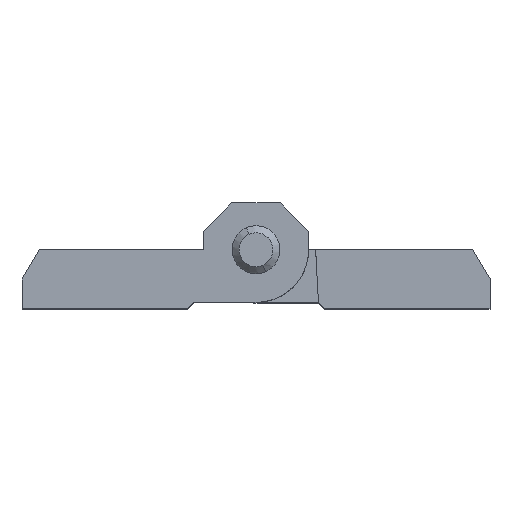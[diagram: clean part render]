
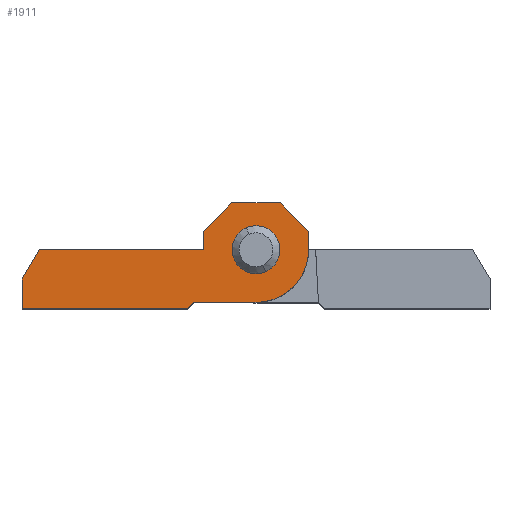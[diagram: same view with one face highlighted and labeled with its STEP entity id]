
A CAD part, top view. The second image highlights one B-rep face of the part: STEP entity #1911.
In plain terms, the highlighted planar face has unit normal (0, 0, 1).
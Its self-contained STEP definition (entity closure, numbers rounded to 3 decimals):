
#83 = DIRECTION ( 'NONE',  ( 0., 1., 0. ) ) ;
#93 = DIRECTION ( 'NONE',  ( 0., 0., -1. ) ) ;
#175 = EDGE_CURVE ( 'NONE', #2049, #1495, #3065, .T. ) ;
#188 = VERTEX_POINT ( 'NONE', #3952 ) ;
#208 = PLANE ( 'NONE',  #7361 ) ;
#219 = ORIENTED_EDGE ( 'NONE', *, *, #4331, .F. ) ;
#222 = CARTESIAN_POINT ( 'NONE',  ( 2.062, 4., 19.6 ) ) ;
#297 = CARTESIAN_POINT ( 'NONE',  ( 0., 0., 19.6 ) ) ;
#299 = DIRECTION ( 'NONE',  ( -1., 0., 0. ) ) ;
#303 = CARTESIAN_POINT ( 'NONE',  ( -20., -2.5, 19.6 ) ) ;
#336 = CARTESIAN_POINT ( 'NONE',  ( -20., -2.5, 19.6 ) ) ;
#343 = LINE ( 'NONE', #2227, #6681 ) ;
#358 = DIRECTION ( 'NONE',  ( 0., 0., 1. ) ) ;
#447 = CARTESIAN_POINT ( 'NONE',  ( 0., 0., 19.6 ) ) ;
#476 = VERTEX_POINT ( 'NONE', #5021 ) ;
#485 = ORIENTED_EDGE ( 'NONE', *, *, #5566, .F. ) ;
#501 = CARTESIAN_POINT ( 'NONE',  ( 0., 0., 19.6 ) ) ;
#555 = DIRECTION ( 'NONE',  ( -1., 0., 0. ) ) ;
#641 = ORIENTED_EDGE ( 'NONE', *, *, #5359, .F. ) ;
#901 = CARTESIAN_POINT ( 'NONE',  ( -5.862, -5., 19.6 ) ) ;
#938 = CARTESIAN_POINT ( 'NONE',  ( -2.062, 4., 19.6 ) ) ;
#990 = VERTEX_POINT ( 'NONE', #3543 ) ;
#1109 = VERTEX_POINT ( 'NONE', #5578 ) ;
#1222 = DIRECTION ( 'NONE',  ( -1., 0., 0. ) ) ;
#1248 = EDGE_CURVE ( 'NONE', #990, #476, #4534, .T. ) ;
#1360 = CARTESIAN_POINT ( 'NONE',  ( -20., -5., 19.6 ) ) ;
#1428 = ORIENTED_EDGE ( 'NONE', *, *, #5267, .F. ) ;
#1461 = VERTEX_POINT ( 'NONE', #3921 ) ;
#1494 = EDGE_CURVE ( 'NONE', #6373, #9049, #4786, .T. ) ;
#1495 = VERTEX_POINT ( 'NONE', #5496 ) ;
#1609 = DIRECTION ( 'NONE',  ( -0.514, -0.857, 0. ) ) ;
#1781 = AXIS2_PLACEMENT_3D ( 'NONE', #501, #4759, #555 ) ;
#1788 = DIRECTION ( 'NONE',  ( 1., 0., 0. ) ) ;
#1911 = ADVANCED_FACE ( 'NONE', ( #6669, #6855 ), #208, .F. ) ;
#1938 = CARTESIAN_POINT ( 'NONE',  ( -4.5, 1.562, 19.6 ) ) ;
#1939 = CARTESIAN_POINT ( 'NONE',  ( -20., 0., 19.6 ) ) ;
#2049 = VERTEX_POINT ( 'NONE', #222 ) ;
#2227 = CARTESIAN_POINT ( 'NONE',  ( -5.362, -5., 19.6 ) ) ;
#2367 = CARTESIAN_POINT ( 'NONE',  ( 4.5, 0., 19.6 ) ) ;
#2570 = LINE ( 'NONE', #8243, #9232 ) ;
#2643 = DIRECTION ( 'NONE',  ( -1., 0., 0. ) ) ;
#2718 = VECTOR ( 'NONE', #2643, 1000. ) ;
#2773 = VECTOR ( 'NONE', #1609, 1000. ) ;
#2789 = LINE ( 'NONE', #7802, #2718 ) ;
#2818 = LINE ( 'NONE', #8481, #2912 ) ;
#2912 = VECTOR ( 'NONE', #4863, 1000. ) ;
#2998 = DIRECTION ( 'NONE',  ( 0.725, 0.688, 0. ) ) ;
#3020 = CARTESIAN_POINT ( 'NONE',  ( -5.336, -4.501, 19.6 ) ) ;
#3058 = VECTOR ( 'NONE', #3391, 1000. ) ;
#3065 = LINE ( 'NONE', #3319, #3058 ) ;
#3097 = EDGE_CURVE ( 'NONE', #1461, #9049, #4342, .T. ) ;
#3102 = DIRECTION ( 'NONE',  ( 0.707, 0.707, 0. ) ) ;
#3319 = CARTESIAN_POINT ( 'NONE',  ( 2.062, 4., 19.6 ) ) ;
#3381 = VERTEX_POINT ( 'NONE', #6309 ) ;
#3391 = DIRECTION ( 'NONE',  ( 0.707, -0.707, 0. ) ) ;
#3543 = CARTESIAN_POINT ( 'NONE',  ( -5.336, -4.5, 19.6 ) ) ;
#3691 = VERTEX_POINT ( 'NONE', #901 ) ;
#3902 = EDGE_CURVE ( 'NONE', #3691, #476, #7563, .T. ) ;
#3921 = CARTESIAN_POINT ( 'NONE',  ( -18.5, 0., 19.6 ) ) ;
#3952 = CARTESIAN_POINT ( 'NONE',  ( 2.05, 0., 19.6 ) ) ;
#3999 = EDGE_CURVE ( 'NONE', #1461, #1109, #7859, .T. ) ;
#4217 = CARTESIAN_POINT ( 'NONE',  ( -20., -5., 19.6 ) ) ;
#4241 = DIRECTION ( 'NONE',  ( 0., 1., 0. ) ) ;
#4299 = VECTOR ( 'NONE', #4563, 1000. ) ;
#4331 = EDGE_CURVE ( 'NONE', #188, #3381, #7236, .T. ) ;
#4342 = LINE ( 'NONE', #303, #2773 ) ;
#4346 = EDGE_CURVE ( 'NONE', #6040, #5955, #4441, .T. ) ;
#4383 = VECTOR ( 'NONE', #4241, 1000. ) ;
#4441 = CIRCLE ( 'NONE', #1781, 4.5 ) ;
#4521 = EDGE_LOOP ( 'NONE', ( #219, #485 ) ) ;
#4534 = LINE ( 'NONE', #6183, #5134 ) ;
#4563 = DIRECTION ( 'NONE',  ( 0., -1., 0. ) ) ;
#4681 = CARTESIAN_POINT ( 'NONE',  ( -2.062, 4., 19.6 ) ) ;
#4759 = DIRECTION ( 'NONE',  ( 0., 0., -1. ) ) ;
#4786 = LINE ( 'NONE', #4217, #4383 ) ;
#4863 = DIRECTION ( 'NONE',  ( 0., 1., 0. ) ) ;
#5021 = CARTESIAN_POINT ( 'NONE',  ( -5.336, -4.501, 19.6 ) ) ;
#5134 = VECTOR ( 'NONE', #6104, 1000. ) ;
#5137 = ORIENTED_EDGE ( 'NONE', *, *, #3902, .T. ) ;
#5207 = ORIENTED_EDGE ( 'NONE', *, *, #3999, .F. ) ;
#5228 = CARTESIAN_POINT ( 'NONE',  ( 0., 0., 19.6 ) ) ;
#5267 = EDGE_CURVE ( 'NONE', #3691, #6373, #343, .T. ) ;
#5359 = EDGE_CURVE ( 'NONE', #1495, #6040, #5707, .T. ) ;
#5449 = EDGE_CURVE ( 'NONE', #7318, #7159, #2570, .T. ) ;
#5496 = CARTESIAN_POINT ( 'NONE',  ( 4.5, 1.562, 19.6 ) ) ;
#5566 = EDGE_CURVE ( 'NONE', #3381, #188, #8910, .T. ) ;
#5578 = CARTESIAN_POINT ( 'NONE',  ( -4.5, 0., 19.6 ) ) ;
#5707 = LINE ( 'NONE', #8911, #4299 ) ;
#5719 = DIRECTION ( 'NONE',  ( 0., 0., 1. ) ) ;
#5913 = ORIENTED_EDGE ( 'NONE', *, *, #7941, .F. ) ;
#5955 = VERTEX_POINT ( 'NONE', #7492 ) ;
#6040 = VERTEX_POINT ( 'NONE', #2367 ) ;
#6104 = DIRECTION ( 'NONE',  ( -0.052, -0.999, 0. ) ) ;
#6183 = CARTESIAN_POINT ( 'NONE',  ( -5.336, -4.5, 19.6 ) ) ;
#6309 = CARTESIAN_POINT ( 'NONE',  ( -2.05, 0., 19.6 ) ) ;
#6368 = ORIENTED_EDGE ( 'NONE', *, *, #1494, .F. ) ;
#6373 = VERTEX_POINT ( 'NONE', #1360 ) ;
#6395 = ORIENTED_EDGE ( 'NONE', *, *, #7920, .F. ) ;
#6639 = EDGE_LOOP ( 'NONE', ( #5207, #9048, #6368, #1428, #5137, #7770, #5913, #8257, #641, #9422, #9358, #8691, #6395 ) ) ;
#6669 = FACE_OUTER_BOUND ( 'NONE', #6639, .T. ) ;
#6681 = VECTOR ( 'NONE', #7429, 1000. ) ;
#6755 = VECTOR ( 'NONE', #1788, 1000. ) ;
#6855 = FACE_BOUND ( 'NONE', #4521, .T. ) ;
#7159 = VERTEX_POINT ( 'NONE', #4681 ) ;
#7236 = CIRCLE ( 'NONE', #9272, 2.05 ) ;
#7318 = VERTEX_POINT ( 'NONE', #1938 ) ;
#7361 = AXIS2_PLACEMENT_3D ( 'NONE', #297, #93, #83 ) ;
#7429 = DIRECTION ( 'NONE',  ( -1., 0., 0. ) ) ;
#7492 = CARTESIAN_POINT ( 'NONE',  ( 0., -4.5, 19.6 ) ) ;
#7554 = VECTOR ( 'NONE', #2998, 1000. ) ;
#7563 = LINE ( 'NONE', #3020, #7554 ) ;
#7638 = DIRECTION ( 'NONE',  ( 1., 0., 0. ) ) ;
#7770 = ORIENTED_EDGE ( 'NONE', *, *, #1248, .F. ) ;
#7802 = CARTESIAN_POINT ( 'NONE',  ( 0., -4.5, 19.6 ) ) ;
#7859 = LINE ( 'NONE', #1939, #6755 ) ;
#7920 = EDGE_CURVE ( 'NONE', #1109, #7318, #2818, .T. ) ;
#7941 = EDGE_CURVE ( 'NONE', #5955, #990, #2789, .T. ) ;
#8243 = CARTESIAN_POINT ( 'NONE',  ( -4.5, 1.562, 19.6 ) ) ;
#8257 = ORIENTED_EDGE ( 'NONE', *, *, #4346, .F. ) ;
#8481 = CARTESIAN_POINT ( 'NONE',  ( -4.5, 0., 19.6 ) ) ;
#8543 = VECTOR ( 'NONE', #7638, 1000. ) ;
#8556 = LINE ( 'NONE', #938, #8543 ) ;
#8649 = AXIS2_PLACEMENT_3D ( 'NONE', #447, #5719, #1222 ) ;
#8691 = ORIENTED_EDGE ( 'NONE', *, *, #5449, .F. ) ;
#8910 = CIRCLE ( 'NONE', #8649, 2.05 ) ;
#8911 = CARTESIAN_POINT ( 'NONE',  ( 4.5, 1.562, 19.6 ) ) ;
#9048 = ORIENTED_EDGE ( 'NONE', *, *, #3097, .T. ) ;
#9049 = VERTEX_POINT ( 'NONE', #336 ) ;
#9232 = VECTOR ( 'NONE', #3102, 1000. ) ;
#9272 = AXIS2_PLACEMENT_3D ( 'NONE', #5228, #358, #299 ) ;
#9358 = ORIENTED_EDGE ( 'NONE', *, *, #9368, .F. ) ;
#9368 = EDGE_CURVE ( 'NONE', #7159, #2049, #8556, .T. ) ;
#9422 = ORIENTED_EDGE ( 'NONE', *, *, #175, .F. ) ;
